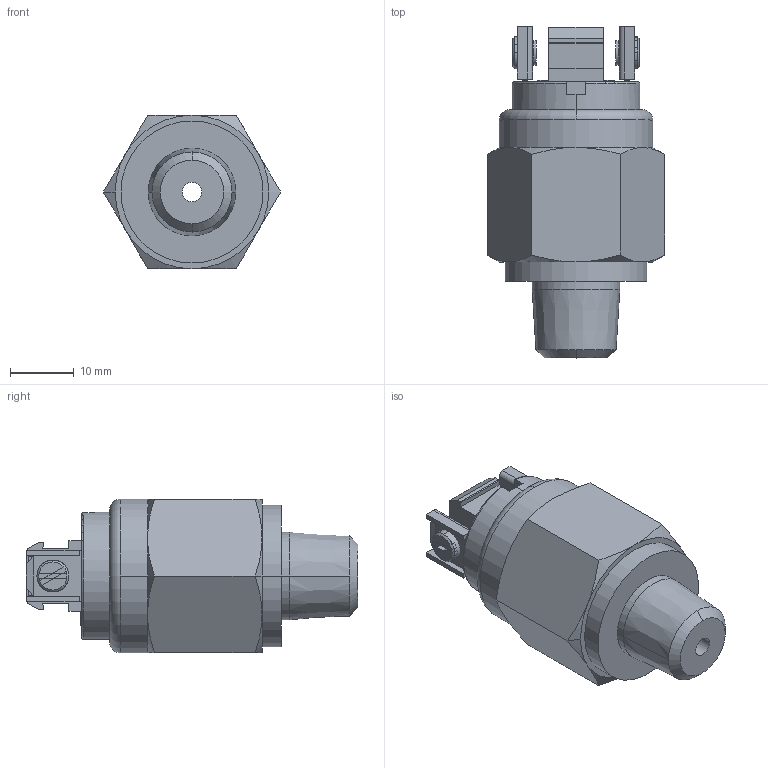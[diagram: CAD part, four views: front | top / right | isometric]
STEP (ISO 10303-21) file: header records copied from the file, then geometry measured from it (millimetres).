
FILE_DESCRIPTION (( 'STEP AP214' ), '1' );
FILE_NAME ('41v.STEP', '2020-02-07T16:30:43', ( '' ), ( '' ), 'SwSTEP 2.0', 'SolidWorks 2019', '' );
FILE_SCHEMA (( 'AUTOMOTIVE_DESIGN' ));
Length unit declared in the file: millimetre
Products named in the file (1): 41v
Bounding box: 27.71 x 51.9 x 24 mm (x, y, z)
Surface area: 5641.3 mm2 (no closed solid volume)
Topology: 0 solids, 12 shells, 396 faces, 1863 edges, 1392 vertices
Faces by surface type: plane 267, cylinder 54, bspline 35, cone 32, torus 8
Entity records: 24382 total; most frequent: CARTESIAN_POINT 6033, ORIENTED_EDGE 2730, DIRECTION 2538, EDGE_CURVE 1863, VERTEX_POINT 1392, VECTOR 1284, LINE 1284, AXIS2_PLACEMENT_3D 627
